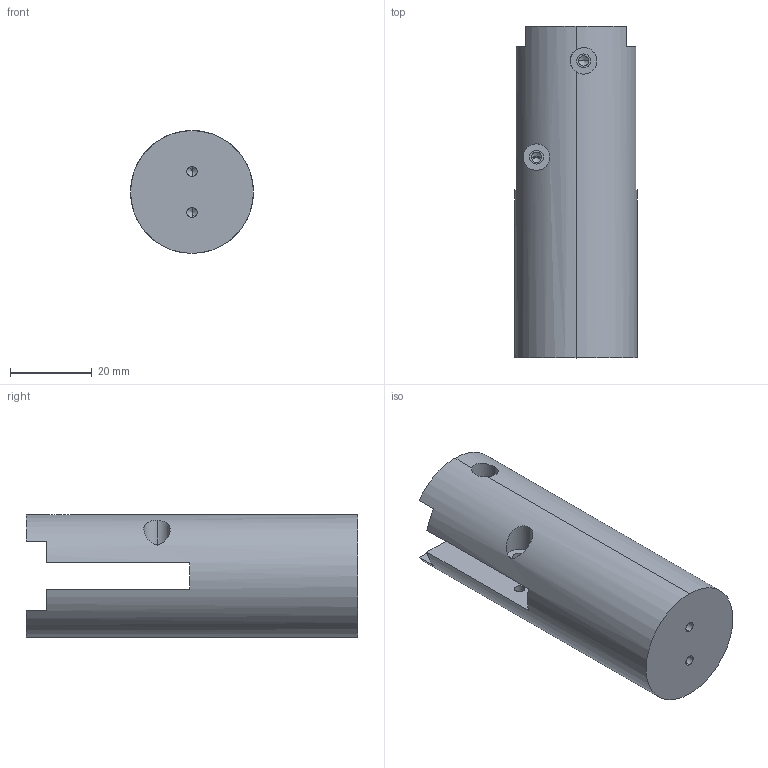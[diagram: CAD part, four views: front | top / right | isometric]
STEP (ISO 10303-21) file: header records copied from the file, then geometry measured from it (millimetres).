
FILE_DESCRIPTION (( 'STEP AP214' ), '1' );
FILE_NAME ('Gravité_Bras.STEP', '2019-05-08T20:04:26', ( '' ), ( '' ), 'SwSTEP 2.0', 'SolidWorks 2018', '' );
FILE_SCHEMA (( 'AUTOMOTIVE_DESIGN' ));
Length unit declared in the file: millimetre
Products named in the file (1): Gravité_Bras
Bounding box: 30 x 81 x 30 mm (x, y, z)
Volume: 47340.1 mm3; surface area: 11353.8 mm2
Topology: 1 solids, 1 shells, 62 faces, 157 edges, 88 vertices
Faces by surface type: cylinder 30, cone 20, plane 12
Entity records: 2111 total; most frequent: CARTESIAN_POINT 424, DIRECTION 321, ORIENTED_EDGE 274, EDGE_CURVE 137, AXIS2_PLACEMENT_3D 127, VERTEX_POINT 88, EDGE_LOOP 77, VECTOR 67
